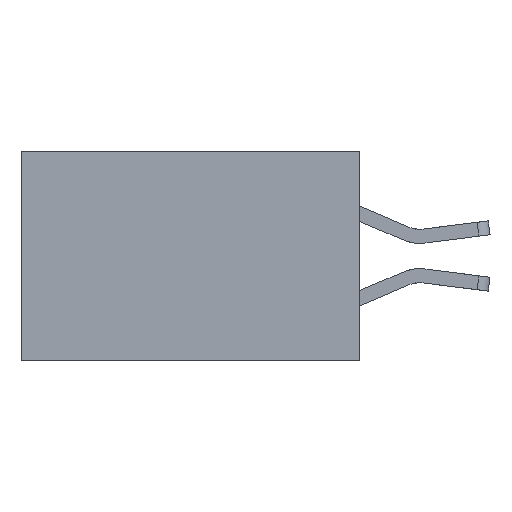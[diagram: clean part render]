
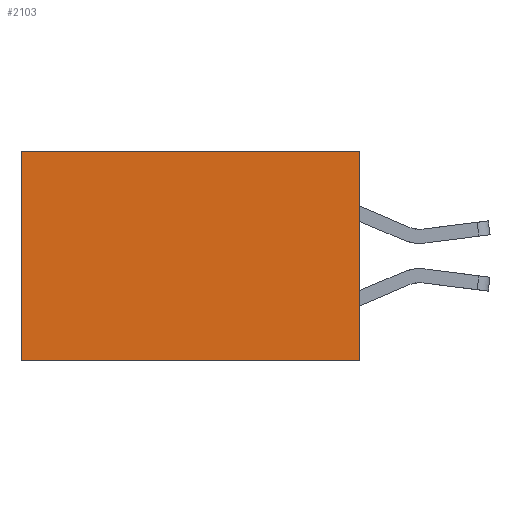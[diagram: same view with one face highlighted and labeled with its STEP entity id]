
A CAD part, left-side view. The second image highlights one B-rep face of the part: STEP entity #2103.
In plain terms, the highlighted planar face has unit normal (-1, 0, 0).
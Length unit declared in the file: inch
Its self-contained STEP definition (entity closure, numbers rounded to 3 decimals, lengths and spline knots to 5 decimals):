
#116 = LINE ( 'NONE', #538, #3416 ) ;
#538 = CARTESIAN_POINT ( 'NONE',  ( 0.2875, 0., 0. ) ) ;
#632 = VERTEX_POINT ( 'NONE', #15179 ) ;
#1791 = EDGE_CURVE ( 'NONE', #16708, #14675, #16572, .T. ) ;
#2103 = ADVANCED_FACE ( 'NONE', ( #15533 ), #12981, .F. ) ;
#2169 = EDGE_CURVE ( 'NONE', #632, #16708, #116, .T. ) ;
#2369 = LINE ( 'NONE', #13965, #6397 ) ;
#3416 = VECTOR ( 'NONE', #9496, 39.37008 ) ;
#4097 = DIRECTION ( 'NONE',  ( 0., 0., -1. ) ) ;
#4373 = ORIENTED_EDGE ( 'NONE', *, *, #8607, .T. ) ;
#4931 = CARTESIAN_POINT ( 'NONE',  ( 0.2875, 0., -0.37 ) ) ;
#4980 = DIRECTION ( 'NONE',  ( 0., 1., 0. ) ) ;
#5348 = CARTESIAN_POINT ( 'NONE',  ( 0.2875, 0., 0. ) ) ;
#6397 = VECTOR ( 'NONE', #4980, 39.37008 ) ;
#6660 = DIRECTION ( 'NONE',  ( 1., 0., 0. ) ) ;
#6698 = AXIS2_PLACEMENT_3D ( 'NONE', #5348, #6660, #4097 ) ;
#7047 = VECTOR ( 'NONE', #16702, 39.37008 ) ;
#7397 = CARTESIAN_POINT ( 'NONE',  ( 0.2875, 0.6, 0. ) ) ;
#8607 = EDGE_CURVE ( 'NONE', #16105, #14675, #11497, .T. ) ;
#9496 = DIRECTION ( 'NONE',  ( 0., 0., -1. ) ) ;
#10691 = VECTOR ( 'NONE', #16385, 39.37008 ) ;
#11411 = CARTESIAN_POINT ( 'NONE',  ( 0.2875, 0., -0.37 ) ) ;
#11497 = LINE ( 'NONE', #7397, #10691 ) ;
#11923 = ORIENTED_EDGE ( 'NONE', *, *, #1791, .F. ) ;
#12013 = ORIENTED_EDGE ( 'NONE', *, *, #2169, .F. ) ;
#12430 = CARTESIAN_POINT ( 'NONE',  ( 0.2875, 0.6, -0.37 ) ) ;
#12981 = PLANE ( 'NONE',  #6698 ) ;
#13528 = ORIENTED_EDGE ( 'NONE', *, *, #16081, .T. ) ;
#13861 = CARTESIAN_POINT ( 'NONE',  ( 0.2875, 0.6, 0. ) ) ;
#13965 = CARTESIAN_POINT ( 'NONE',  ( 0.2875, 0., 0. ) ) ;
#14675 = VERTEX_POINT ( 'NONE', #12430 ) ;
#15179 = CARTESIAN_POINT ( 'NONE',  ( 0.2875, 0., 0. ) ) ;
#15399 = EDGE_LOOP ( 'NONE', ( #4373, #11923, #12013, #13528 ) ) ;
#15533 = FACE_OUTER_BOUND ( 'NONE', #15399, .T. ) ;
#16081 = EDGE_CURVE ( 'NONE', #632, #16105, #2369, .T. ) ;
#16105 = VERTEX_POINT ( 'NONE', #13861 ) ;
#16385 = DIRECTION ( 'NONE',  ( 0., 0., -1. ) ) ;
#16572 = LINE ( 'NONE', #4931, #7047 ) ;
#16702 = DIRECTION ( 'NONE',  ( 0., 1., 0. ) ) ;
#16708 = VERTEX_POINT ( 'NONE', #11411 ) ;
